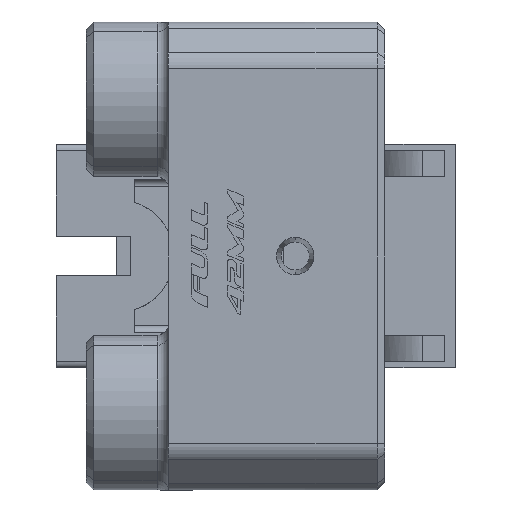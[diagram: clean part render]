
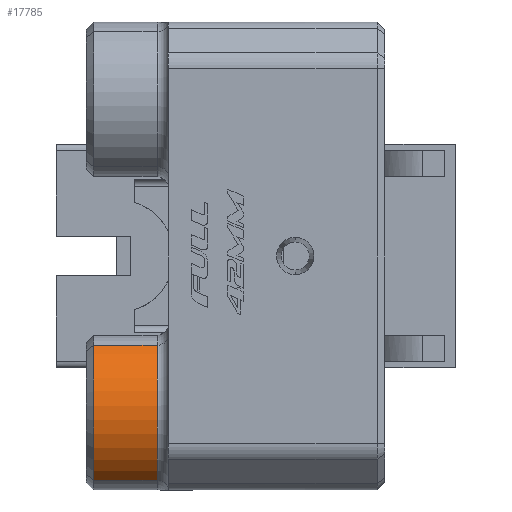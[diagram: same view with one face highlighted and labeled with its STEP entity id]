
A CAD part, left-side view. The second image highlights one B-rep face of the part: STEP entity #17785.
In plain terms, the highlighted cylindrical face has radius 11.109 mm (diameter 22.217 mm), a partial arc.
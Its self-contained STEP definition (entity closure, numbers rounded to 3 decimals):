
#106 = DIRECTION ( 'NONE',  ( 0., -1., 0. ) ) ;
#965 = VERTEX_POINT ( 'NONE', #25429 ) ;
#980 = AXIS2_PLACEMENT_3D ( 'NONE', #33760, #19566, #11233 ) ;
#2261 = CIRCLE ( 'NONE', #17354, 11.109 ) ;
#2581 = DIRECTION ( 'NONE',  ( 0., 0., 1. ) ) ;
#5296 = VERTEX_POINT ( 'NONE', #22660 ) ;
#7875 = EDGE_CURVE ( 'NONE', #35958, #5296, #2261, .T. ) ;
#8875 = ORIENTED_EDGE ( 'NONE', *, *, #7875, .T. ) ;
#9419 = DIRECTION ( 'NONE',  ( 0., 1., 0. ) ) ;
#10788 = ORIENTED_EDGE ( 'NONE', *, *, #15525, .T. ) ;
#11233 = DIRECTION ( 'NONE',  ( 0., 0., -1. ) ) ;
#12168 = AXIS2_PLACEMENT_3D ( 'NONE', #19463, #21925, #33464 ) ;
#14342 = CARTESIAN_POINT ( 'NONE',  ( -11.073, 37., -11.943 ) ) ;
#15525 = EDGE_CURVE ( 'NONE', #965, #30528, #27886, .T. ) ;
#16390 = DIRECTION ( 'NONE',  ( 0., -1., 0. ) ) ;
#16655 = VECTOR ( 'NONE', #9419, 1000. ) ;
#16983 = CARTESIAN_POINT ( 'NONE',  ( -4.641, 37., -21. ) ) ;
#17307 = EDGE_CURVE ( 'NONE', #5296, #965, #22637, .T. ) ;
#17354 = AXIS2_PLACEMENT_3D ( 'NONE', #16983, #106, #2581 ) ;
#17785 = ADVANCED_FACE ( 'NONE', ( #25053 ), #22775, .T. ) ;
#19463 = CARTESIAN_POINT ( 'NONE',  ( -4.641, 28.5, -21. ) ) ;
#19566 = DIRECTION ( 'NONE',  ( 0., -1., 0. ) ) ;
#21516 = CARTESIAN_POINT ( 'NONE',  ( -11.073, 38., -11.943 ) ) ;
#21925 = DIRECTION ( 'NONE',  ( 0., 1., 0. ) ) ;
#22236 = ORIENTED_EDGE ( 'NONE', *, *, #17307, .T. ) ;
#22637 = LINE ( 'NONE', #30966, #29366 ) ;
#22660 = CARTESIAN_POINT ( 'NONE',  ( -11.073, 37., -30.057 ) ) ;
#22775 = CYLINDRICAL_SURFACE ( 'NONE', #980, 11.109 ) ;
#23293 = EDGE_LOOP ( 'NONE', ( #27885, #8875, #22236, #10788 ) ) ;
#24720 = EDGE_CURVE ( 'NONE', #30528, #35958, #27227, .T. ) ;
#25053 = FACE_OUTER_BOUND ( 'NONE', #23293, .T. ) ;
#25429 = CARTESIAN_POINT ( 'NONE',  ( -11.073, 28.5, -30.057 ) ) ;
#27227 = LINE ( 'NONE', #21516, #16655 ) ;
#27885 = ORIENTED_EDGE ( 'NONE', *, *, #24720, .T. ) ;
#27886 = CIRCLE ( 'NONE', #12168, 11.109 ) ;
#29366 = VECTOR ( 'NONE', #16390, 1000. ) ;
#30528 = VERTEX_POINT ( 'NONE', #32927 ) ;
#30966 = CARTESIAN_POINT ( 'NONE',  ( -11.073, 38., -30.057 ) ) ;
#32927 = CARTESIAN_POINT ( 'NONE',  ( -11.073, 28.5, -11.943 ) ) ;
#33464 = DIRECTION ( 'NONE',  ( 0., 0., 1. ) ) ;
#33760 = CARTESIAN_POINT ( 'NONE',  ( -4.641, 38., -21. ) ) ;
#35958 = VERTEX_POINT ( 'NONE', #14342 ) ;
